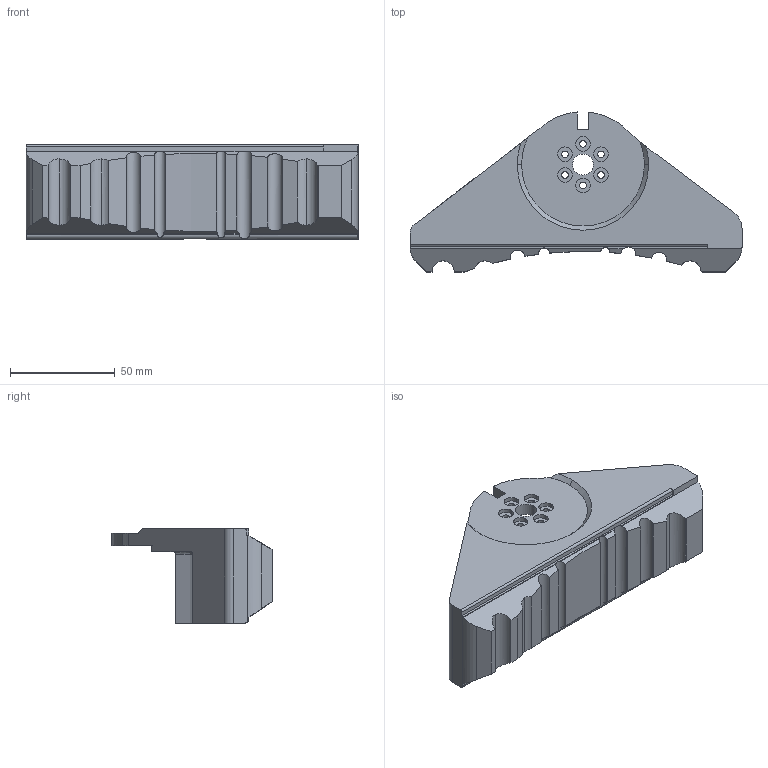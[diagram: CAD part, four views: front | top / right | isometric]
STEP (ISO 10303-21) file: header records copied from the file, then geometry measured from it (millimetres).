
FILE_DESCRIPTION (( 'STEP AP214' ), '1' );
FILE_NAME ('逋傷5.STEP', '2024-10-04T06:13:43', ( '' ), ( '' ), 'SwSTEP 2.0', 'SolidWorks 2020', '' );
FILE_SCHEMA (( 'AUTOMOTIVE_DESIGN' ));
Length unit declared in the file: millimetre
Products named in the file (1): 逋傷5
Bounding box: 158.56 x 76.42 x 45 mm (x, y, z)
Volume: 157354.1 mm3; surface area: 32652 mm2
Topology: 1 solids, 1 shells, 113 faces, 313 edges, 208 vertices
Faces by surface type: cylinder 64, plane 43, cone 3, torus 3
Entity records: 3811 total; most frequent: CARTESIAN_POINT 943, ORIENTED_EDGE 626, DIRECTION 571, EDGE_CURVE 313, AXIS2_PLACEMENT_3D 210, VERTEX_POINT 208, LINE 151, VECTOR 151
